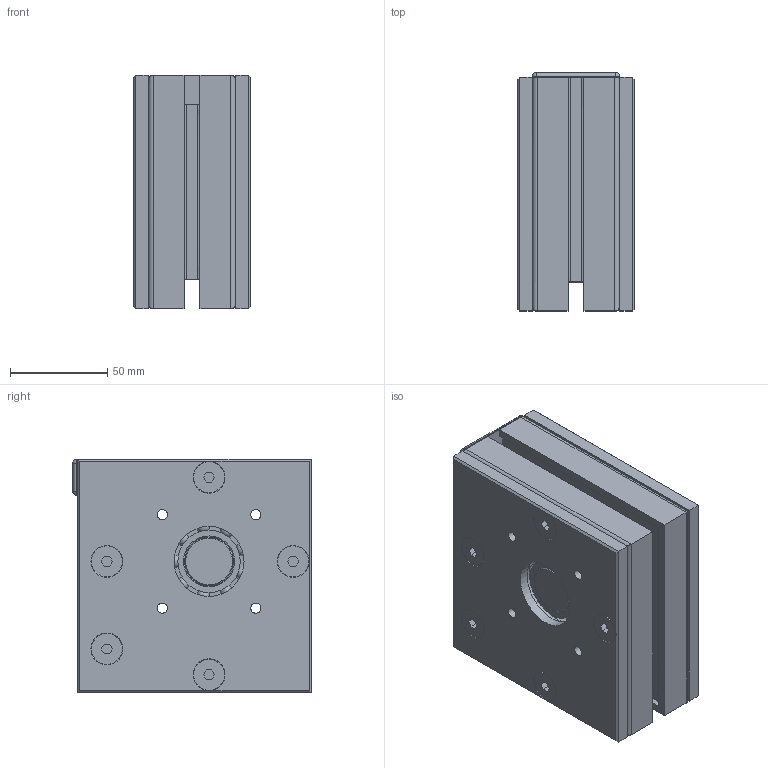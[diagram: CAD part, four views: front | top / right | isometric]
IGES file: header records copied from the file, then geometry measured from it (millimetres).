
Global section: file name: 804516H.stp.ipt; native system: Autodesk Inventor 2014; preprocessor: unknown; author: zeman; date: 20151016.131611; units: millimetre
Bounding box: 60 x 122.5 x 120 mm (x, y, z)
Volume: 447724 mm3; surface area: 190935.7 mm2
Topology: 31 solids, 31 shells, 714 faces, 1971 edges, 1307 vertices
Faces by surface type: plane 372, revolution 160, cylinder 126, cone 34, sphere 22
Full cylindrical faces by diameter (mm): 8 x10, 16 x10, 25 x2, 32 x2, 32.04 x4, 47 x4, 60 x2
